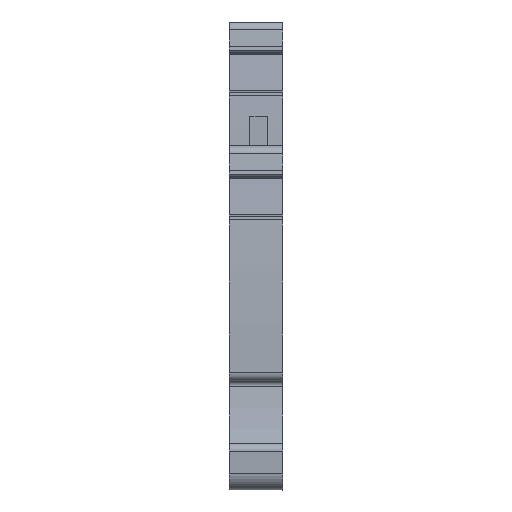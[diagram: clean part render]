
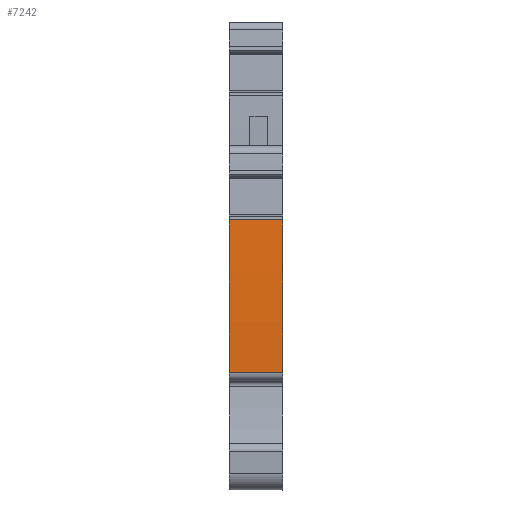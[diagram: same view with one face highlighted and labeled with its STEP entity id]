
A CAD part, front view. The second image highlights one B-rep face of the part: STEP entity #7242.
In plain terms, the highlighted cylindrical face has radius 191.632 mm (diameter 383.264 mm), a partial arc.
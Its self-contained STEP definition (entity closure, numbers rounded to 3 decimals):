
#6481=AXIS2_PLACEMENT_3D('Cylinder Axis2P3D',#6478,#6479,#6480) ;
#7219=AXIS2_PLACEMENT_3D('Circle Axis2P3D',#7217,#7218,$) ;
#7233=AXIS2_PLACEMENT_3D('Circle Axis2P3D',#7231,#7232,$) ;
#6478=CARTESIAN_POINT('Axis2P3D Location',(3.05,193.128,17.05)) ;
#7195=CARTESIAN_POINT('Vertex',(0.,2.,30.933)) ;
#7198=CARTESIAN_POINT('Line Origine',(3.05,2.,30.933)) ;
#7202=CARTESIAN_POINT('Vertex',(6.1,2.,30.933)) ;
#7217=CARTESIAN_POINT('Axis2P3D Location',(0.,193.128,17.05)) ;
#7221=CARTESIAN_POINT('Vertex',(0.,1.53,13.431)) ;
#7224=CARTESIAN_POINT('Line Origine',(3.05,1.53,13.431)) ;
#7228=CARTESIAN_POINT('Vertex',(6.1,1.53,13.431)) ;
#7231=CARTESIAN_POINT('Axis2P3D Location',(6.1,193.128,17.05)) ;
#6479=DIRECTION('Axis2P3D Direction',(1.,0.,0.)) ;
#6480=DIRECTION('Axis2P3D XDirection',(0.,-0.994,0.112)) ;
#7199=DIRECTION('Vector Direction',(1.,0.,0.)) ;
#7218=DIRECTION('Axis2P3D Direction',(1.,0.,0.)) ;
#7225=DIRECTION('Vector Direction',(1.,0.,0.)) ;
#7232=DIRECTION('Axis2P3D Direction',(1.,0.,0.)) ;
#7200=VECTOR('Line Direction',#7199,1.) ;
#7226=VECTOR('Line Direction',#7225,1.) ;
#7237=ORIENTED_EDGE('',*,*,#7223,.T.) ;
#7238=ORIENTED_EDGE('',*,*,#7230,.T.) ;
#7239=ORIENTED_EDGE('',*,*,#7235,.F.) ;
#7240=ORIENTED_EDGE('',*,*,#7204,.F.) ;
#7242=ADVANCED_FACE('Brep With Voids',(#7241),#6482,.T.) ;
#7220=CIRCLE('generated circle',#7219,191.632) ;
#7234=CIRCLE('generated circle',#7233,191.632) ;
#6482=CYLINDRICAL_SURFACE('generated cylinder',#6481,191.632) ;
#7204=EDGE_CURVE('',#7196,#7203,#7201,.T.) ;
#7223=EDGE_CURVE('',#7196,#7222,#7220,.T.) ;
#7230=EDGE_CURVE('',#7222,#7229,#7227,.T.) ;
#7235=EDGE_CURVE('',#7203,#7229,#7234,.T.) ;
#7236=EDGE_LOOP('',(#7237,#7238,#7239,#7240)) ;
#7241=FACE_OUTER_BOUND('',#7236,.T.) ;
#7201=LINE('Line',#7198,#7200) ;
#7227=LINE('Line',#7224,#7226) ;
#7196=VERTEX_POINT('',#7195) ;
#7203=VERTEX_POINT('',#7202) ;
#7222=VERTEX_POINT('',#7221) ;
#7229=VERTEX_POINT('',#7228) ;
